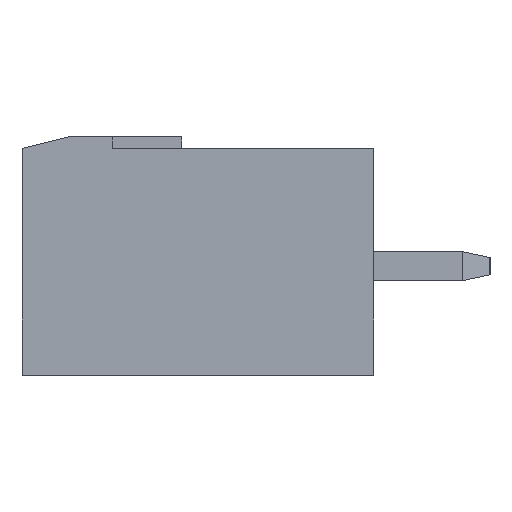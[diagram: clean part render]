
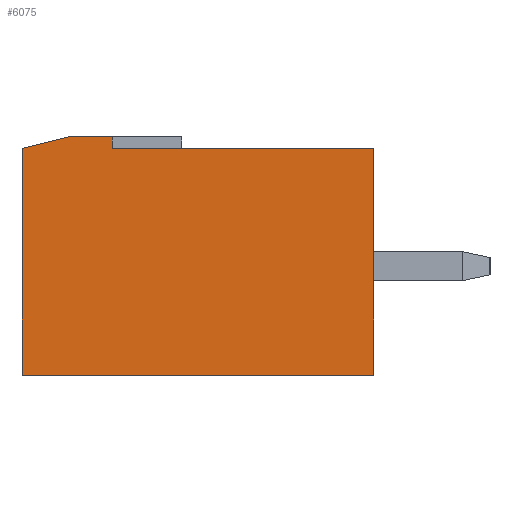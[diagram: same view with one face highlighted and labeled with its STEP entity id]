
A CAD part, left-side view. The second image highlights one B-rep face of the part: STEP entity #6075.
In plain terms, the highlighted planar face has unit normal (-1, 0, 0).
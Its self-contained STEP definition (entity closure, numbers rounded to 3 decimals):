
#340 = VERTEX_POINT ( 'NONE', #23707 ) ;
#939 = LINE ( 'NONE', #22694, #16738 ) ;
#1599 = VERTEX_POINT ( 'NONE', #26804 ) ;
#2137 = EDGE_CURVE ( 'NONE', #1599, #29598, #23182, .T. ) ;
#2453 = CARTESIAN_POINT ( 'NONE',  ( -4.3, 10.5, 8.2 ) ) ;
#2908 = VECTOR ( 'NONE', #3062, 1000. ) ;
#3062 = DIRECTION ( 'NONE',  ( 0., 1., 0. ) ) ;
#3187 = VERTEX_POINT ( 'NONE', #19687 ) ;
#3750 = LINE ( 'NONE', #34060, #7548 ) ;
#4508 = DIRECTION ( 'NONE',  ( 0., 0., 1. ) ) ;
#4658 = VECTOR ( 'NONE', #4508, 1000. ) ;
#4826 = ORIENTED_EDGE ( 'NONE', *, *, #32387, .F. ) ;
#5428 = CARTESIAN_POINT ( 'NONE',  ( -4.3, 9., 7.8 ) ) ;
#6075 = ADVANCED_FACE ( 'NONE', ( #10780 ), #34893, .T. ) ;
#6626 = CARTESIAN_POINT ( 'NONE',  ( -4.3, 0., 7.8 ) ) ;
#6971 = ORIENTED_EDGE ( 'NONE', *, *, #17940, .T. ) ;
#7529 = DIRECTION ( 'NONE',  ( 0., 0.97, -0.243 ) ) ;
#7548 = VECTOR ( 'NONE', #28294, 1000. ) ;
#7710 = DIRECTION ( 'NONE',  ( -1., 0., 0. ) ) ;
#8160 = ORIENTED_EDGE ( 'NONE', *, *, #31687, .T. ) ;
#8242 = VECTOR ( 'NONE', #9828, 1000. ) ;
#9828 = DIRECTION ( 'NONE',  ( 0., 1., 0. ) ) ;
#10780 = FACE_OUTER_BOUND ( 'NONE', #34761, .T. ) ;
#11543 = VECTOR ( 'NONE', #7529, 1000. ) ;
#11798 = ORIENTED_EDGE ( 'NONE', *, *, #2137, .T. ) ;
#12425 = EDGE_CURVE ( 'NONE', #29598, #17655, #20984, .T. ) ;
#13129 = CARTESIAN_POINT ( 'NONE',  ( -4.3, -8.907, 0. ) ) ;
#14754 = DIRECTION ( 'NONE',  ( 0., 0., 1. ) ) ;
#15066 = VERTEX_POINT ( 'NONE', #22941 ) ;
#16738 = VECTOR ( 'NONE', #22525, 1000. ) ;
#17655 = VERTEX_POINT ( 'NONE', #5428 ) ;
#17763 = CARTESIAN_POINT ( 'NONE',  ( -4.3, -8.907, 7.8 ) ) ;
#17940 = EDGE_CURVE ( 'NONE', #26008, #3187, #35260, .T. ) ;
#18987 = EDGE_CURVE ( 'NONE', #340, #26008, #939, .T. ) ;
#19301 = LINE ( 'NONE', #26909, #2908 ) ;
#19687 = CARTESIAN_POINT ( 'NONE',  ( -4.3, 12.1, 7.8 ) ) ;
#20266 = CARTESIAN_POINT ( 'NONE',  ( -4.3, 9., 7.8 ) ) ;
#20984 = LINE ( 'NONE', #17763, #8242 ) ;
#22525 = DIRECTION ( 'NONE',  ( 0., 1., 0. ) ) ;
#22694 = CARTESIAN_POINT ( 'NONE',  ( -4.3, 9., 8.2 ) ) ;
#22941 = CARTESIAN_POINT ( 'NONE',  ( -4.3, 12.1, 0. ) ) ;
#23182 = LINE ( 'NONE', #34074, #4658 ) ;
#23707 = CARTESIAN_POINT ( 'NONE',  ( -4.3, 9., 8.2 ) ) ;
#24077 = EDGE_CURVE ( 'NONE', #1599, #15066, #19301, .T. ) ;
#24882 = LINE ( 'NONE', #20266, #27513 ) ;
#26008 = VERTEX_POINT ( 'NONE', #30751 ) ;
#26669 = DIRECTION ( 'NONE',  ( 0., 0., 1. ) ) ;
#26804 = CARTESIAN_POINT ( 'NONE',  ( -4.3, 0., 0. ) ) ;
#26909 = CARTESIAN_POINT ( 'NONE',  ( -4.3, -8.907, 0. ) ) ;
#27245 = AXIS2_PLACEMENT_3D ( 'NONE', #13129, #7710, #26669 ) ;
#27513 = VECTOR ( 'NONE', #14754, 1000. ) ;
#28294 = DIRECTION ( 'NONE',  ( 0., 0., 1. ) ) ;
#28727 = ORIENTED_EDGE ( 'NONE', *, *, #24077, .F. ) ;
#29598 = VERTEX_POINT ( 'NONE', #6626 ) ;
#29729 = ORIENTED_EDGE ( 'NONE', *, *, #12425, .T. ) ;
#30751 = CARTESIAN_POINT ( 'NONE',  ( -4.3, 10.5, 8.2 ) ) ;
#31687 = EDGE_CURVE ( 'NONE', #17655, #340, #24882, .T. ) ;
#32387 = EDGE_CURVE ( 'NONE', #15066, #3187, #3750, .T. ) ;
#32927 = ORIENTED_EDGE ( 'NONE', *, *, #18987, .T. ) ;
#34060 = CARTESIAN_POINT ( 'NONE',  ( -4.3, 12.1, 0. ) ) ;
#34074 = CARTESIAN_POINT ( 'NONE',  ( -4.3, 0., 0. ) ) ;
#34761 = EDGE_LOOP ( 'NONE', ( #28727, #11798, #29729, #8160, #32927, #6971, #4826 ) ) ;
#34893 = PLANE ( 'NONE',  #27245 ) ;
#35260 = LINE ( 'NONE', #2453, #11543 ) ;
